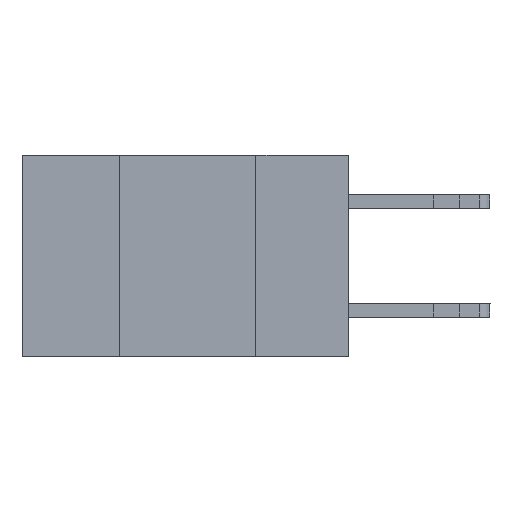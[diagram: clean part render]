
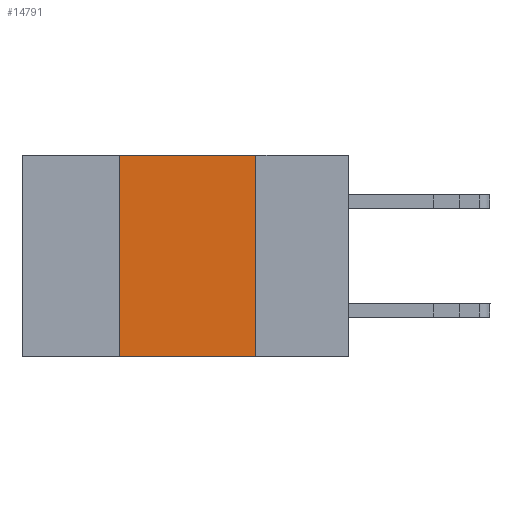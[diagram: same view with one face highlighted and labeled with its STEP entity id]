
A CAD part, left-side view. The second image highlights one B-rep face of the part: STEP entity #14791.
In plain terms, the highlighted planar face has unit normal (-1, 0, 0).
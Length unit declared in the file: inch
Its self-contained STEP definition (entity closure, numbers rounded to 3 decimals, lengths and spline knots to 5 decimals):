
#646 = CARTESIAN_POINT ( 'NONE',  ( 0., 0.17, 0. ) ) ;
#891 = CARTESIAN_POINT ( 'NONE',  ( 0., 0.6, 0. ) ) ;
#2305 = EDGE_CURVE ( 'NONE', #10847, #12798, #19047, .T. ) ;
#3544 = CARTESIAN_POINT ( 'NONE',  ( 0., 0.6, -0.37 ) ) ;
#6074 = VECTOR ( 'NONE', #23867, 39.37008 ) ;
#6202 = ORIENTED_EDGE ( 'NONE', *, *, #13142, .F. ) ;
#7043 = EDGE_LOOP ( 'NONE', ( #11917, #6202, #17908, #9950 ) ) ;
#7331 = VECTOR ( 'NONE', #15652, 39.37008 ) ;
#9078 = EDGE_CURVE ( 'NONE', #10847, #10774, #12945, .T. ) ;
#9588 = PLANE ( 'NONE',  #12624 ) ;
#9878 = LINE ( 'NONE', #891, #13984 ) ;
#9950 = ORIENTED_EDGE ( 'NONE', *, *, #2305, .T. ) ;
#10774 = VERTEX_POINT ( 'NONE', #23028 ) ;
#10847 = VERTEX_POINT ( 'NONE', #20218 ) ;
#11178 = CARTESIAN_POINT ( 'NONE',  ( 0., 0.6, 0. ) ) ;
#11425 = DIRECTION ( 'NONE',  ( 0., 0., -1. ) ) ;
#11495 = DIRECTION ( 'NONE',  ( 1., 0., 0. ) ) ;
#11917 = ORIENTED_EDGE ( 'NONE', *, *, #14451, .F. ) ;
#12390 = DIRECTION ( 'NONE',  ( 0., 0., -1. ) ) ;
#12624 = AXIS2_PLACEMENT_3D ( 'NONE', #11178, #11495, #11425 ) ;
#12798 = VERTEX_POINT ( 'NONE', #13683 ) ;
#12945 = LINE ( 'NONE', #14091, #6074 ) ;
#13142 = EDGE_CURVE ( 'NONE', #10774, #20079, #9878, .T. ) ;
#13683 = CARTESIAN_POINT ( 'NONE',  ( 0., 0.17, -0.37 ) ) ;
#13984 = VECTOR ( 'NONE', #14586, 39.37008 ) ;
#14091 = CARTESIAN_POINT ( 'NONE',  ( 0., 0.42, 0. ) ) ;
#14115 = LINE ( 'NONE', #19795, #17747 ) ;
#14407 = FACE_OUTER_BOUND ( 'NONE', #7043, .T. ) ;
#14451 = EDGE_CURVE ( 'NONE', #20079, #12798, #14115, .T. ) ;
#14586 = DIRECTION ( 'NONE',  ( 0., -1., 0. ) ) ;
#14791 = ADVANCED_FACE ( 'NONE', ( #14407 ), #9588, .F. ) ;
#15652 = DIRECTION ( 'NONE',  ( 0., -1., 0. ) ) ;
#17747 = VECTOR ( 'NONE', #12390, 39.37008 ) ;
#17908 = ORIENTED_EDGE ( 'NONE', *, *, #9078, .F. ) ;
#19047 = LINE ( 'NONE', #3544, #7331 ) ;
#19795 = CARTESIAN_POINT ( 'NONE',  ( 0., 0.17, 0. ) ) ;
#20079 = VERTEX_POINT ( 'NONE', #646 ) ;
#20218 = CARTESIAN_POINT ( 'NONE',  ( 0., 0.42, -0.37 ) ) ;
#23028 = CARTESIAN_POINT ( 'NONE',  ( 0., 0.42, 0. ) ) ;
#23867 = DIRECTION ( 'NONE',  ( 0., 0., 1. ) ) ;
